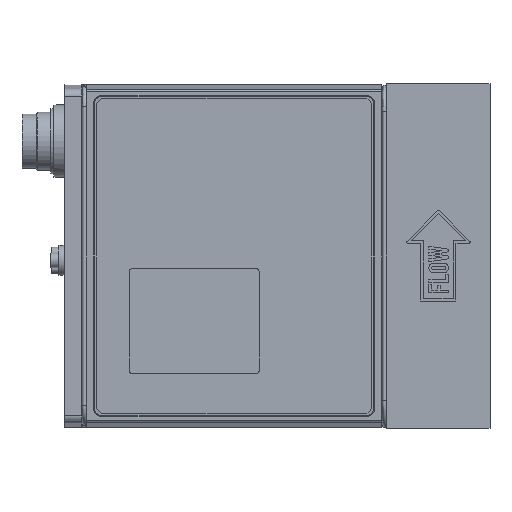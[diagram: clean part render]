
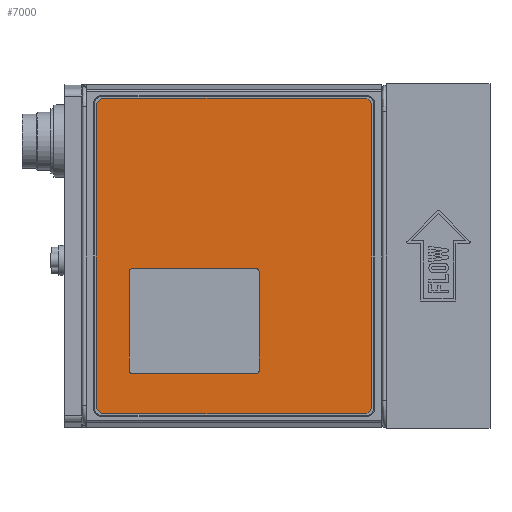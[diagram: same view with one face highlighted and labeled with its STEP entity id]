
A CAD part, left-side view. The second image highlights one B-rep face of the part: STEP entity #7000.
In plain terms, the highlighted planar face has unit normal (-1, 0, 0).
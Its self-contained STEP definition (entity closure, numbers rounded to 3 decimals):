
#370=FACE_BOUND('',#1292,.T.);
#506=PLANE('',#7680);
#843=FACE_OUTER_BOUND('',#1291,.T.);
#1291=EDGE_LOOP('',(#5591,#5592,#5593,#5594,#5595,#5596,#5597,#5598));
#1292=EDGE_LOOP('',(#5599,#5600,#5601,#5602,#5603,#5604,#5605,#5606));
#1713=LINE('',#11536,#2242);
#1717=LINE('',#11548,#2246);
#1721=LINE('',#11560,#2250);
#1725=LINE('',#11571,#2254);
#1760=LINE('',#11691,#2289);
#1764=LINE('',#11700,#2293);
#1767=LINE('',#11708,#2296);
#1770=LINE('',#11716,#2299);
#2242=VECTOR('',#8946,10.);
#2246=VECTOR('',#8958,10.);
#2250=VECTOR('',#8970,10.);
#2254=VECTOR('',#8982,10.);
#2289=VECTOR('',#9119,10.);
#2293=VECTOR('',#9129,10.);
#2296=VECTOR('',#9138,10.);
#2299=VECTOR('',#9147,10.);
#2744=CIRCLE('',#7603,1.);
#2746=CIRCLE('',#7607,1.);
#2748=CIRCLE('',#7611,1.);
#2750=CIRCLE('',#7615,1.);
#2776=CIRCLE('',#7670,2.);
#2777=CIRCLE('',#7673,2.);
#2778=CIRCLE('',#7676,2.);
#2779=CIRCLE('',#7679,2.);
#3196=VERTEX_POINT('',#11526);
#3197=VERTEX_POINT('',#11527);
#3200=VERTEX_POINT('',#11535);
#3202=VERTEX_POINT('',#11541);
#3204=VERTEX_POINT('',#11547);
#3206=VERTEX_POINT('',#11553);
#3208=VERTEX_POINT('',#11559);
#3210=VERTEX_POINT('',#11565);
#3244=VERTEX_POINT('',#11688);
#3245=VERTEX_POINT('',#11690);
#3246=VERTEX_POINT('',#11694);
#3247=VERTEX_POINT('',#11698);
#3248=VERTEX_POINT('',#11702);
#3249=VERTEX_POINT('',#11706);
#3250=VERTEX_POINT('',#11710);
#3251=VERTEX_POINT('',#11714);
#3982=EDGE_CURVE('',#3196,#3197,#2744,.T.);
#3986=EDGE_CURVE('',#3200,#3196,#1713,.T.);
#3989=EDGE_CURVE('',#3202,#3200,#2746,.T.);
#3992=EDGE_CURVE('',#3204,#3202,#1717,.T.);
#3995=EDGE_CURVE('',#3206,#3204,#2748,.T.);
#3998=EDGE_CURVE('',#3208,#3206,#1721,.T.);
#4001=EDGE_CURVE('',#3210,#3208,#2750,.T.);
#4004=EDGE_CURVE('',#3197,#3210,#1725,.T.);
#4063=EDGE_CURVE('',#3244,#3245,#1760,.T.);
#4066=EDGE_CURVE('',#3246,#3244,#2776,.T.);
#4068=EDGE_CURVE('',#3247,#3246,#1764,.T.);
#4070=EDGE_CURVE('',#3248,#3247,#2777,.T.);
#4072=EDGE_CURVE('',#3249,#3248,#1767,.T.);
#4074=EDGE_CURVE('',#3250,#3249,#2778,.T.);
#4076=EDGE_CURVE('',#3251,#3250,#1770,.T.);
#4077=EDGE_CURVE('',#3245,#3251,#2779,.T.);
#5591=ORIENTED_EDGE('',*,*,#4077,.F.);
#5592=ORIENTED_EDGE('',*,*,#4063,.F.);
#5593=ORIENTED_EDGE('',*,*,#4066,.F.);
#5594=ORIENTED_EDGE('',*,*,#4068,.F.);
#5595=ORIENTED_EDGE('',*,*,#4070,.F.);
#5596=ORIENTED_EDGE('',*,*,#4072,.F.);
#5597=ORIENTED_EDGE('',*,*,#4074,.F.);
#5598=ORIENTED_EDGE('',*,*,#4076,.F.);
#5599=ORIENTED_EDGE('',*,*,#3982,.T.);
#5600=ORIENTED_EDGE('',*,*,#4004,.T.);
#5601=ORIENTED_EDGE('',*,*,#4001,.T.);
#5602=ORIENTED_EDGE('',*,*,#3998,.T.);
#5603=ORIENTED_EDGE('',*,*,#3995,.T.);
#5604=ORIENTED_EDGE('',*,*,#3992,.T.);
#5605=ORIENTED_EDGE('',*,*,#3989,.T.);
#5606=ORIENTED_EDGE('',*,*,#3986,.T.);
#7000=ADVANCED_FACE('',(#843,#370),#506,.T.);
#7603=AXIS2_PLACEMENT_3D('',#11528,#8938,#8939);
#7607=AXIS2_PLACEMENT_3D('',#11542,#8951,#8952);
#7611=AXIS2_PLACEMENT_3D('',#11554,#8963,#8964);
#7615=AXIS2_PLACEMENT_3D('',#11566,#8975,#8976);
#7670=AXIS2_PLACEMENT_3D('',#11696,#9124,#9125);
#7673=AXIS2_PLACEMENT_3D('',#11704,#9133,#9134);
#7676=AXIS2_PLACEMENT_3D('',#11712,#9142,#9143);
#7679=AXIS2_PLACEMENT_3D('',#11718,#9150,#9151);
#7680=AXIS2_PLACEMENT_3D('',#11719,#9152,#9153);
#8938=DIRECTION('center_axis',(1.,0.,0.));
#8939=DIRECTION('ref_axis',(0.,-1.,0.));
#8946=DIRECTION('',(0.,-1.,0.));
#8951=DIRECTION('center_axis',(1.,0.,0.));
#8952=DIRECTION('ref_axis',(0.,0.,
1.));
#8958=DIRECTION('',(0.,0.,1.));
#8963=DIRECTION('center_axis',(1.,0.,0.));
#8964=DIRECTION('ref_axis',(0.,1.,0.));
#8970=DIRECTION('',(0.,1.,0.));
#8975=DIRECTION('center_axis',(1.,0.,0.));
#8976=DIRECTION('ref_axis',(0.,0.,-1.));
#8982=DIRECTION('',(0.,0.,-1.));
#9119=DIRECTION('',(0.,1.,0.));
#9124=DIRECTION('center_axis',(1.,0.,0.));
#9125=DIRECTION('ref_axis',(0.,0.,
1.));
#9129=DIRECTION('',(0.,0.,-1.));
#9133=DIRECTION('center_axis',(1.,0.,0.));
#9134=DIRECTION('ref_axis',(0.,1.,0.));
#9138=DIRECTION('',(0.,-1.,0.));
#9142=DIRECTION('center_axis',(1.,0.,0.));
#9143=DIRECTION('ref_axis',(0.,0.,-1.));
#9147=DIRECTION('',(0.,0.,1.));
#9150=DIRECTION('center_axis',(1.,0.,0.));
#9151=DIRECTION('ref_axis',(0.,-1.,0.));
#9152=DIRECTION('center_axis',(-1.,0.,0.));
#9153=DIRECTION('ref_axis',(0.,0.,
1.));
#11526=CARTESIAN_POINT('',(-16.955,64.65,-51.));
#11527=CARTESIAN_POINT('',(-16.955,63.65,-52.));
#11528=CARTESIAN_POINT('Origin',(-16.955,64.65,-52.));
#11535=CARTESIAN_POINT('',(-16.955,98.65,-51.));
#11536=CARTESIAN_POINT('',(-16.955,84.65,-51.));
#11541=CARTESIAN_POINT('',(-16.955,99.65,-52.));
#11542=CARTESIAN_POINT('Origin',(-16.955,98.65,-52.));
#11547=CARTESIAN_POINT('',(-16.955,99.65,-79.));
#11548=CARTESIAN_POINT('',(-16.955,99.65,-63.25));
#11553=CARTESIAN_POINT('',(-16.955,98.65,-80.));
#11554=CARTESIAN_POINT('Origin',(-16.955,98.65,-79.));
#11559=CARTESIAN_POINT('',(-16.955,64.65,-80.));
#11560=CARTESIAN_POINT('',(-16.955,67.65,-80.));
#11565=CARTESIAN_POINT('',(-16.955,63.65,-79.));
#11566=CARTESIAN_POINT('Origin',(-16.955,64.65,-79.));
#11571=CARTESIAN_POINT('',(-16.955,63.65,-49.75));
#11688=CARTESIAN_POINT('',(-16.955,34.65,-91.));
#11690=CARTESIAN_POINT('',(-16.955,106.65,-91.));
#11691=CARTESIAN_POINT('',(-16.955,34.65,-91.));
#11694=CARTESIAN_POINT('',(-16.955,32.65,-89.));
#11696=CARTESIAN_POINT('Origin',(-16.955,34.65,-89.));
#11698=CARTESIAN_POINT('',(-16.955,32.65,-6.));
#11700=CARTESIAN_POINT('',(-16.955,32.65,-6.));
#11702=CARTESIAN_POINT('',(-16.955,34.65,-4.));
#11704=CARTESIAN_POINT('Origin',(-16.955,34.65,-6.));
#11706=CARTESIAN_POINT('',(-16.955,106.65,-4.));
#11708=CARTESIAN_POINT('',(-16.955,106.65,-4.));
#11710=CARTESIAN_POINT('',(-16.955,108.65,-6.));
#11712=CARTESIAN_POINT('Origin',(-16.955,106.65,-6.));
#11714=CARTESIAN_POINT('',(-16.955,108.65,-89.));
#11716=CARTESIAN_POINT('',(-16.955,108.65,-89.));
#11718=CARTESIAN_POINT('Origin',(-16.955,106.65,-89.));
#11719=CARTESIAN_POINT('Origin',(-16.955,70.65,-47.5));
